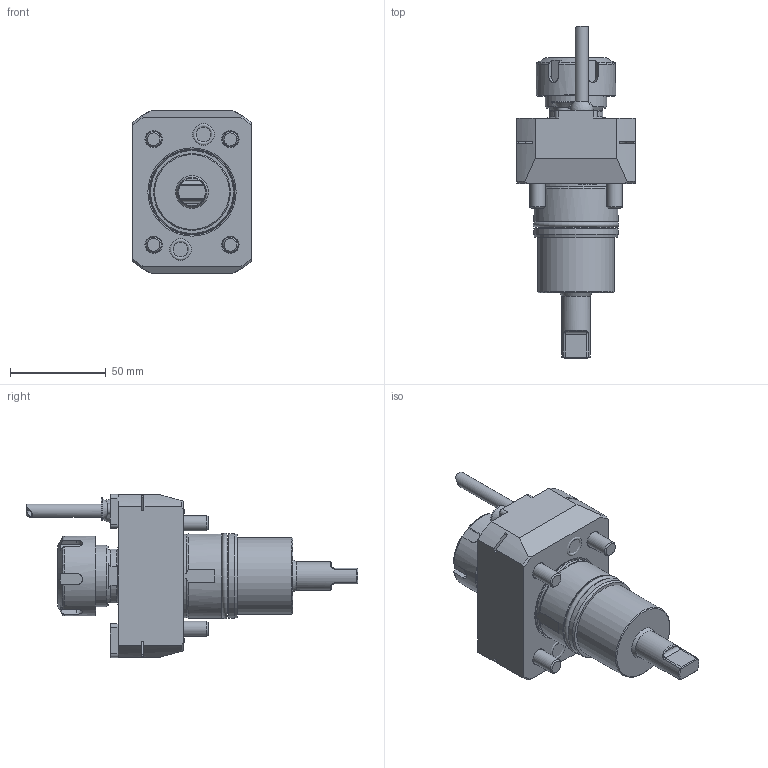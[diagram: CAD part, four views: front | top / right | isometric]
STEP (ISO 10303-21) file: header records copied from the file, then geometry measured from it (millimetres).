
FILE_DESCRIPTION (( 'STEP AP214' ), '1' );
FILE_NAME ('RAPPH25131UN44.STEP', '2021-12-07T15:51:05', ( '' ), ( '' ), 'SwSTEP 2.0', 'SolidWorks 2016', '' );
FILE_SCHEMA (( 'AUTOMOTIVE_DESIGN' ));
Length unit declared in the file: millimetre
Products named in the file (1): RAPPH25131UN44
Bounding box: 62 x 172.96 x 85 mm (x, y, z)
Volume: 296127.8 mm3; surface area: 46929.8 mm2
Topology: 10 solids, 10 shells, 624 faces, 1613 edges, 1051 vertices
Faces by surface type: plane 404, cylinder 85, bspline 61, cone 45, torus 28, sphere 1
Full cylindrical faces by diameter (mm): 1.7 x1, 2.1 x1, 4 x1, 6 x1, 6.366 x1, 7 x1, 8 x4, 8.5 x4, 11.57 x1, 13 x4, 13.5 x4, 15 x1, 32 x1, 39.6 x1, 40 x1, 41.5 x1, 44 x2
Entity records: 26314 total; most frequent: CARTESIAN_POINT 8543, ORIENTED_EDGE 3018, DIRECTION 2668, EDGE_CURVE 1509, VERTEX_POINT 1023, LINE 996, VECTOR 996, AXIS2_PLACEMENT_3D 836
